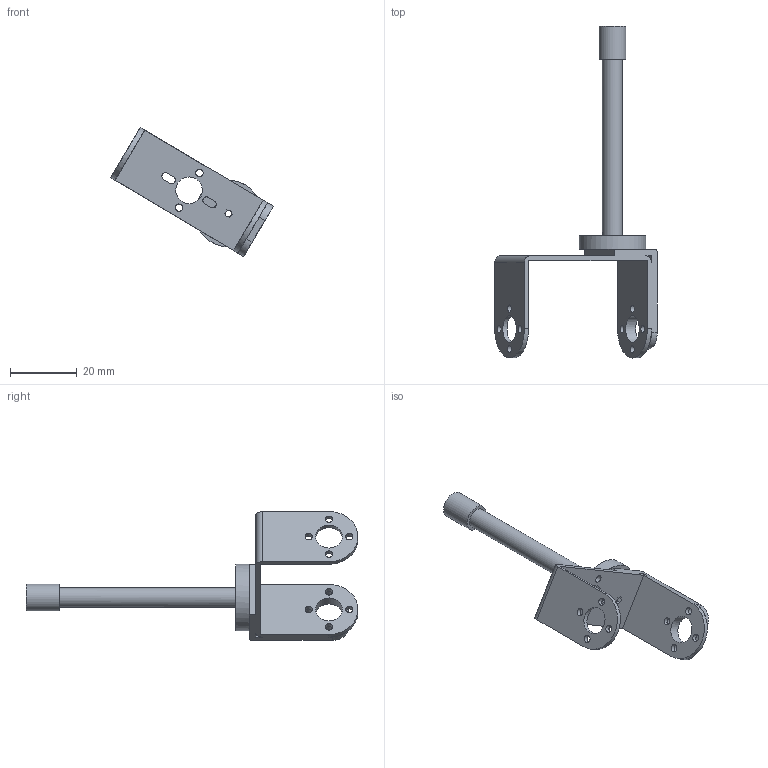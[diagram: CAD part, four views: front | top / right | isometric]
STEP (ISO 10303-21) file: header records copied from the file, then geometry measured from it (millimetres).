
FILE_DESCRIPTION(/* description */ (''),/* implementation_level */ '2;1');
FILE_NAME(/* name */ 'shank_top_ipt_5be12039.STEP',/* time_stamp */ '2018-03-02T15:59:25+01:00',/* author */ ('Work'),/* organization */ (''),/* preprocessor_version */ 'ST-DEVELOPER v16.5',/* originating_system */ 'Autodesk Inventor 2017',/* authorisation */ '');
FILE_SCHEMA (('AUTOMOTIVE_DESIGN { 1 0 10303 214 3 1 1 }'));
Length unit declared in the file: millimetre
Products named in the file (1): shank_top
Bounding box: 48.84 x 99.7 x 38.71 mm (x, y, z)
Volume: 6256.4 mm3; surface area: 6590.1 mm2
Topology: 1 solids, 2 shells, 85 faces, 212 edges, 137 vertices
Faces by surface type: plane 42, cylinder 36, cone 7
Full cylindrical faces by diameter (mm): 2 x1, 2.2 x10, 2.3 x3, 2.459 x1, 3 x1, 4 x1, 6 x1, 8 x4, 10 x1, 17.4 x1, 20 x1
Entity records: 2510 total; most frequent: DIRECTION 427, CARTESIAN_POINT 419, ORIENTED_EDGE 358, EDGE_CURVE 179, AXIS2_PLACEMENT_3D 174, EDGE_LOOP 153, VERTEX_POINT 130, CIRCLE 88
